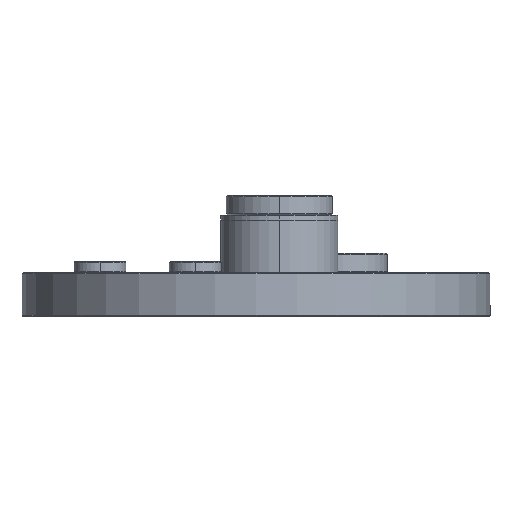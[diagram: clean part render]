
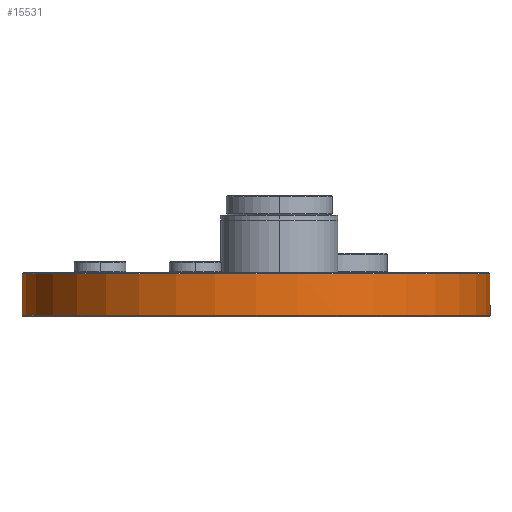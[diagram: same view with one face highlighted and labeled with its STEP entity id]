
A CAD part, left-side view. The second image highlights one B-rep face of the part: STEP entity #15531.
In plain terms, the highlighted cylindrical face has radius 152.4 mm (diameter 304.8 mm), a partial arc.
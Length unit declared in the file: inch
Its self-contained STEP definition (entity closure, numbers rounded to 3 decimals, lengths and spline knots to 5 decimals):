
#201 = VERTEX_POINT ( 'NONE', #14051 ) ;
#505 = ORIENTED_EDGE ( 'NONE', *, *, #16338, .F. ) ;
#627 = CARTESIAN_POINT ( 'NONE',  ( 8.55274, -0.23785, -0.41 ) ) ;
#671 = VERTEX_POINT ( 'NONE', #4183 ) ;
#711 = CARTESIAN_POINT ( 'NONE',  ( 8.62084, -0.2371, -0.31464 ) ) ;
#918 = CARTESIAN_POINT ( 'NONE',  ( 8.64669, -0.23701, -0.5105 ) ) ;
#973 = CARTESIAN_POINT ( 'NONE',  ( 8.58688, -0.23738, -0.48576 ) ) ;
#1001 = CARTESIAN_POINT ( 'NONE',  ( 8.65324, -12.23701, -0.93875 ) ) ;
#1173 = CARTESIAN_POINT ( 'NONE',  ( 8.64734, -12.23701, -0.93917 ) ) ;
#1387 = DIRECTION ( 'NONE',  ( 0., 0., 1. ) ) ;
#1444 = B_SPLINE_CURVE_WITH_KNOTS ( 'NONE', 3,
 ( #10397, #918, #14546, #6339, #15877, #7696, #17257, #9089, #973, #10473, #2316, #11852, #3675, #13234, #5043, #14615, #6407, #15937 ),
 .UNSPECIFIED., .F., .F.,
 ( 4, 2, 2, 2, 2, 2, 2, 2, 4 ),
 ( 0.00399, 0.00449, 0.00499, 0.00549, 0.00599, 0.00648, 0.00698, 0.00748, 0.00798 ),
 .UNSPECIFIED. ) ;
#1474 = CARTESIAN_POINT ( 'NONE',  ( 8.64736, -0.23701, -0.93916 ) ) ;
#1534 = CARTESIAN_POINT ( 'NONE',  ( 8.65324, -0.23701, -0.93875 ) ) ;
#1641 = CARTESIAN_POINT ( 'NONE',  ( 8.65324, -0.23701, 0.12 ) ) ;
#2042 = CARTESIAN_POINT ( 'NONE',  ( 8.64009, -0.23702, -0.31015 ) ) ;
#2309 = LINE ( 'NONE', #15292, #5907 ) ;
#2316 = CARTESIAN_POINT ( 'NONE',  ( 8.57333, -0.23754, -0.47129 ) ) ;
#2322 = B_SPLINE_CURVE_WITH_KNOTS ( 'NONE', 3,
 ( #2859, #1474, #9690, #1534 ),
 .UNSPECIFIED., .F., .F.,
 ( 4, 4 ),
 ( 0., 0.00022 ),
 .UNSPECIFIED. ) ;
#2475 = CIRCLE ( 'NONE', #15139, 6. ) ;
#2630 = VERTEX_POINT ( 'NONE', #7578 ) ;
#2859 = CARTESIAN_POINT ( 'NONE',  ( 8.64449, -0.23702, -0.94 ) ) ;
#3026 = VERTEX_POINT ( 'NONE', #10734 ) ;
#3084 = EDGE_CURVE ( 'NONE', #13028, #4516, #7315, .T. ) ;
#3313 = DIRECTION ( 'NONE',  ( 0., 0., -1. ) ) ;
#3342 = CARTESIAN_POINT ( 'NONE',  ( 8.55338, -0.23784, -0.39692 ) ) ;
#3411 = CARTESIAN_POINT ( 'NONE',  ( 8.65324, -0.23701, -0.3095 ) ) ;
#3675 = CARTESIAN_POINT ( 'NONE',  ( 8.56291, -0.23769, -0.45454 ) ) ;
#3678 = B_SPLINE_CURVE_WITH_KNOTS ( 'NONE', 3,
 ( #1001, #14761, #1173, #10676 ),
 .UNSPECIFIED., .F., .F.,
 ( 4, 4 ),
 ( 0.00022, 0.00045 ),
 .UNSPECIFIED. ) ;
#4183 = CARTESIAN_POINT ( 'NONE',  ( 8.65324, -0.23701, -0.3095 ) ) ;
#4516 = VERTEX_POINT ( 'NONE', #11696 ) ;
#4743 = CARTESIAN_POINT ( 'NONE',  ( 8.55788, -0.23777, -0.3776 ) ) ;
#4908 = VERTEX_POINT ( 'NONE', #1641 ) ;
#5031 = ORIENTED_EDGE ( 'NONE', *, *, #7582, .F. ) ;
#5043 = CARTESIAN_POINT ( 'NONE',  ( 8.55597, -0.2378, -0.43609 ) ) ;
#5599 = CARTESIAN_POINT ( 'NONE',  ( 8.65324, -0.23701, -0.93875 ) ) ;
#5743 = DIRECTION ( 'NONE',  ( 0., 0., -1. ) ) ;
#5907 = VECTOR ( 'NONE', #5743, 39.37008 ) ;
#6081 = CARTESIAN_POINT ( 'NONE',  ( 8.57289, -0.23754, -0.34823 ) ) ;
#6339 = CARTESIAN_POINT ( 'NONE',  ( 8.62715, -0.23707, -0.50727 ) ) ;
#6407 = CARTESIAN_POINT ( 'NONE',  ( 8.55274, -0.23785, -0.41656 ) ) ;
#6933 = EDGE_CURVE ( 'NONE', #3026, #13074, #2475, .T. ) ;
#7315 = LINE ( 'NONE', #10632, #10985 ) ;
#7426 = CARTESIAN_POINT ( 'NONE',  ( 8.59196, -0.23732, -0.33007 ) ) ;
#7578 = CARTESIAN_POINT ( 'NONE',  ( 8.65324, -0.23701, -0.5105 ) ) ;
#7582 = EDGE_CURVE ( 'NONE', #2630, #201, #1444, .T. ) ;
#7671 = ORIENTED_EDGE ( 'NONE', *, *, #16193, .F. ) ;
#7696 = CARTESIAN_POINT ( 'NONE',  ( 8.60872, -0.23717, -0.50034 ) ) ;
#7738 = AXIS2_PLACEMENT_3D ( 'NONE', #11481, #3313, #12865 ) ;
#7991 = DIRECTION ( 'NONE',  ( 0., -1., 0. ) ) ;
#8114 = EDGE_LOOP ( 'NONE', ( #16916, #10899, #17465, #5031, #9136, #7671, #9552, #505, #11725 ) ) ;
#8770 = CARTESIAN_POINT ( 'NONE',  ( 8.55274, -0.23785, -0.40344 ) ) ;
#8821 = CARTESIAN_POINT ( 'NONE',  ( 8.60868, -0.23718, -0.31968 ) ) ;
#9010 = DIRECTION ( 'NONE',  ( 0., 0., -1. ) ) ;
#9089 = CARTESIAN_POINT ( 'NONE',  ( 8.59195, -0.23732, -0.48991 ) ) ;
#9136 = ORIENTED_EDGE ( 'NONE', *, *, #16078, .T. ) ;
#9184 = EDGE_CURVE ( 'NONE', #4908, #671, #2309, .T. ) ;
#9328 = EDGE_CURVE ( 'NONE', #201, #671, #17149, .T. ) ;
#9523 = CARTESIAN_POINT ( 'NONE',  ( 8.65324, -6.23701, -0.94 ) ) ;
#9552 = ORIENTED_EDGE ( 'NONE', *, *, #6933, .T. ) ;
#9690 = CARTESIAN_POINT ( 'NONE',  ( 8.65028, -0.23701, -0.93875 ) ) ;
#10195 = CARTESIAN_POINT ( 'NONE',  ( 8.62723, -0.23707, -0.3127 ) ) ;
#10225 = CYLINDRICAL_SURFACE ( 'NONE', #16288, 6. ) ;
#10397 = CARTESIAN_POINT ( 'NONE',  ( 8.65324, -0.23701, -0.5105 ) ) ;
#10473 = CARTESIAN_POINT ( 'NONE',  ( 8.57749, -0.23749, -0.47638 ) ) ;
#10632 = CARTESIAN_POINT ( 'NONE',  ( 8.65324, -12.23701, 0.15 ) ) ;
#10643 = VERTEX_POINT ( 'NONE', #5599 ) ;
#10676 = CARTESIAN_POINT ( 'NONE',  ( 8.64449, -12.23701, -0.94 ) ) ;
#10734 = CARTESIAN_POINT ( 'NONE',  ( 8.64449, -0.23702, -0.94 ) ) ;
#10886 = DIRECTION ( 'NONE',  ( 0., -1., 0. ) ) ;
#10899 = ORIENTED_EDGE ( 'NONE', *, *, #9184, .T. ) ;
#10985 = VECTOR ( 'NONE', #11963, 39.37008 ) ;
#11037 = CIRCLE ( 'NONE', #7738, 6. ) ;
#11200 = EDGE_CURVE ( 'NONE', #13028, #4908, #11037, .T. ) ;
#11481 = CARTESIAN_POINT ( 'NONE',  ( 8.65324, -6.23701, 0.12 ) ) ;
#11514 = CARTESIAN_POINT ( 'NONE',  ( 8.65324, -12.23701, 0.12 ) ) ;
#11583 = CARTESIAN_POINT ( 'NONE',  ( 8.64661, -0.23701, -0.3095 ) ) ;
#11596 = CARTESIAN_POINT ( 'NONE',  ( 8.65324, -6.23701, 0.15 ) ) ;
#11626 = CARTESIAN_POINT ( 'NONE',  ( 8.64449, -12.23701, -0.94 ) ) ;
#11696 = CARTESIAN_POINT ( 'NONE',  ( 8.65324, -12.23701, -0.93875 ) ) ;
#11725 = ORIENTED_EDGE ( 'NONE', *, *, #3084, .F. ) ;
#11852 = CARTESIAN_POINT ( 'NONE',  ( 8.56605, -0.23765, -0.46041 ) ) ;
#11963 = DIRECTION ( 'NONE',  ( 0., 0., -1. ) ) ;
#12083 = VECTOR ( 'NONE', #9010, 39.37008 ) ;
#12493 = LINE ( 'NONE', #17181, #12083 ) ;
#12865 = DIRECTION ( 'NONE',  ( 0., -1., 0. ) ) ;
#12903 = CARTESIAN_POINT ( 'NONE',  ( 8.55595, -0.2378, -0.38396 ) ) ;
#13028 = VERTEX_POINT ( 'NONE', #11514 ) ;
#13074 = VERTEX_POINT ( 'NONE', #11626 ) ;
#13234 = CARTESIAN_POINT ( 'NONE',  ( 8.55787, -0.23777, -0.44236 ) ) ;
#14051 = CARTESIAN_POINT ( 'NONE',  ( 8.55274, -0.23785, -0.41 ) ) ;
#14261 = CARTESIAN_POINT ( 'NONE',  ( 8.5654, -0.23765, -0.35945 ) ) ;
#14342 = DIRECTION ( 'NONE',  ( 0., 0., -1. ) ) ;
#14546 = CARTESIAN_POINT ( 'NONE',  ( 8.64003, -0.23702, -0.50984 ) ) ;
#14615 = CARTESIAN_POINT ( 'NONE',  ( 8.5534, -0.23784, -0.42322 ) ) ;
#14761 = CARTESIAN_POINT ( 'NONE',  ( 8.6503, -12.23701, -0.93875 ) ) ;
#15139 = AXIS2_PLACEMENT_3D ( 'NONE', #9523, #1387, #10886 ) ;
#15292 = CARTESIAN_POINT ( 'NONE',  ( 8.65324, -0.23701, 0.15 ) ) ;
#15531 = ADVANCED_FACE ( 'NONE', ( #15563 ), #10225, .T. ) ;
#15563 = FACE_OUTER_BOUND ( 'NONE', #8114, .T. ) ;
#15629 = CARTESIAN_POINT ( 'NONE',  ( 8.58679, -0.23738, -0.33432 ) ) ;
#15877 = CARTESIAN_POINT ( 'NONE',  ( 8.62089, -0.2371, -0.50538 ) ) ;
#15937 = CARTESIAN_POINT ( 'NONE',  ( 8.55274, -0.23785, -0.41 ) ) ;
#16078 = EDGE_CURVE ( 'NONE', #2630, #10643, #12493, .T. ) ;
#16193 = EDGE_CURVE ( 'NONE', #3026, #10643, #2322, .T. ) ;
#16288 = AXIS2_PLACEMENT_3D ( 'NONE', #11596, #14342, #7991 ) ;
#16338 = EDGE_CURVE ( 'NONE', #4516, #13074, #3678, .T. ) ;
#16916 = ORIENTED_EDGE ( 'NONE', *, *, #11200, .T. ) ;
#17000 = CARTESIAN_POINT ( 'NONE',  ( 8.6029, -0.23722, -0.32277 ) ) ;
#17149 = B_SPLINE_CURVE_WITH_KNOTS ( 'NONE', 3,
 ( #627, #8770, #3342, #12903, #4743, #14261, #6081, #15629, #7426, #17000, #8821, #711, #10195, #2042, #11583, #3411 ),
 .UNSPECIFIED., .F., .F.,
 ( 4, 2, 2, 2, 2, 2, 2, 4 ),
 ( 0.00798, 0.00848, 0.00898, 0.00998, 0.01048, 0.01097, 0.01147, 0.01197 ),
 .UNSPECIFIED. ) ;
#17181 = CARTESIAN_POINT ( 'NONE',  ( 8.65324, -0.23701, 0.15 ) ) ;
#17257 = CARTESIAN_POINT ( 'NONE',  ( 8.60284, -0.23722, -0.49719 ) ) ;
#17465 = ORIENTED_EDGE ( 'NONE', *, *, #9328, .F. ) ;
